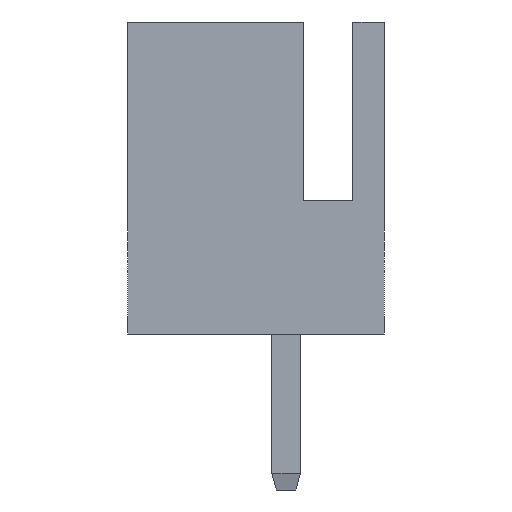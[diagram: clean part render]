
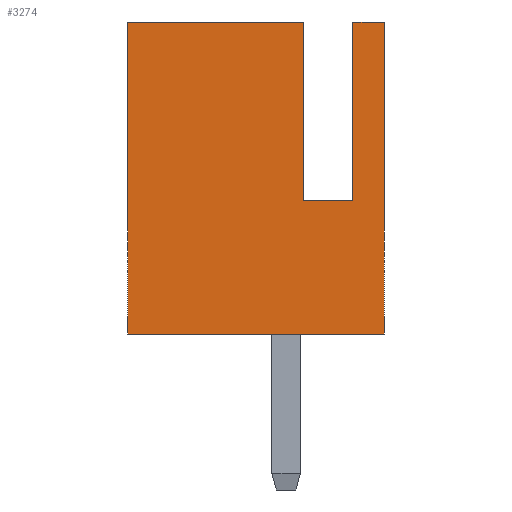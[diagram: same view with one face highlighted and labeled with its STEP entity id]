
A CAD part, left-side view. The second image highlights one B-rep face of the part: STEP entity #3274.
In plain terms, the highlighted planar face has unit normal (-1, 0, 0).
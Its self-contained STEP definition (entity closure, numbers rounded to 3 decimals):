
#62 = ORIENTED_EDGE ( 'NONE', *, *, #246, .T. ) ;
#246 = EDGE_CURVE ( 'NONE', #3348, #2097, #1450, .T. ) ;
#272 = DIRECTION ( 'NONE',  ( 0., -1., 0. ) ) ;
#397 = EDGE_CURVE ( 'NONE', #1158, #1636, #1846, .T. ) ;
#417 = ORIENTED_EDGE ( 'NONE', *, *, #4079, .T. ) ;
#504 = VECTOR ( 'NONE', #1332, 1000. ) ;
#611 = VECTOR ( 'NONE', #3269, 1000. ) ;
#613 = CARTESIAN_POINT ( 'NONE',  ( -2.5, 0., 0. ) ) ;
#614 = VECTOR ( 'NONE', #1834, 1000. ) ;
#629 = EDGE_CURVE ( 'NONE', #4038, #2795, #3492, .T. ) ;
#664 = CARTESIAN_POINT ( 'NONE',  ( -2.5, 0., 3. ) ) ;
#709 = AXIS2_PLACEMENT_3D ( 'NONE', #1742, #1337, #2692 ) ;
#760 = EDGE_CURVE ( 'NONE', #1158, #2067, #2289, .T. ) ;
#818 = CARTESIAN_POINT ( 'NONE',  ( -2.5, 3.55, 0. ) ) ;
#926 = DIRECTION ( 'NONE',  ( 0., 0., 1. ) ) ;
#970 = ORIENTED_EDGE ( 'NONE', *, *, #760, .T. ) ;
#1141 = VECTOR ( 'NONE', #1270, 1000. ) ;
#1158 = VERTEX_POINT ( 'NONE', #2262 ) ;
#1226 = CARTESIAN_POINT ( 'NONE',  ( -2.5, -2.2, 7. ) ) ;
#1240 = CARTESIAN_POINT ( 'NONE',  ( -2.5, -2.2, 0. ) ) ;
#1270 = DIRECTION ( 'NONE',  ( 0., 1., 0. ) ) ;
#1274 = CARTESIAN_POINT ( 'NONE',  ( -2.5, -1.5, 3. ) ) ;
#1311 = CARTESIAN_POINT ( 'NONE',  ( -2.5, -0.4, 0. ) ) ;
#1332 = DIRECTION ( 'NONE',  ( 0., -1., 0. ) ) ;
#1337 = DIRECTION ( 'NONE',  ( -1., 0., 0. ) ) ;
#1410 = CARTESIAN_POINT ( 'NONE',  ( -2.5, 3.55, 7. ) ) ;
#1450 = LINE ( 'NONE', #1311, #611 ) ;
#1466 = DIRECTION ( 'NONE',  ( 0., 0., 1. ) ) ;
#1592 = VECTOR ( 'NONE', #1466, 1000. ) ;
#1636 = VERTEX_POINT ( 'NONE', #1410 ) ;
#1742 = CARTESIAN_POINT ( 'NONE',  ( -2.5, 0., 0. ) ) ;
#1834 = DIRECTION ( 'NONE',  ( 0., 1., 0. ) ) ;
#1846 = LINE ( 'NONE', #818, #1592 ) ;
#1868 = ORIENTED_EDGE ( 'NONE', *, *, #2107, .F. ) ;
#1942 = VERTEX_POINT ( 'NONE', #1274 ) ;
#2067 = VERTEX_POINT ( 'NONE', #3609 ) ;
#2097 = VERTEX_POINT ( 'NONE', #3371 ) ;
#2105 = DIRECTION ( 'NONE',  ( 0., 0., -1. ) ) ;
#2107 = EDGE_CURVE ( 'NONE', #1636, #2097, #3646, .T. ) ;
#2165 = EDGE_CURVE ( 'NONE', #2067, #4038, #3544, .T. ) ;
#2236 = EDGE_LOOP ( 'NONE', ( #3796, #417, #62, #1868, #3241, #970, #4099, #3814 ) ) ;
#2262 = CARTESIAN_POINT ( 'NONE',  ( -2.5, 3.55, 0. ) ) ;
#2289 = LINE ( 'NONE', #613, #3981 ) ;
#2308 = PLANE ( 'NONE',  #709 ) ;
#2350 = FACE_OUTER_BOUND ( 'NONE', #2236, .T. ) ;
#2626 = VECTOR ( 'NONE', #926, 1000. ) ;
#2683 = CARTESIAN_POINT ( 'NONE',  ( -2.5, -1.5, 7. ) ) ;
#2692 = DIRECTION ( 'NONE',  ( 0., 0., 1. ) ) ;
#2729 = CARTESIAN_POINT ( 'NONE',  ( -2.5, 0., 7. ) ) ;
#2795 = VERTEX_POINT ( 'NONE', #2683 ) ;
#3107 = EDGE_CURVE ( 'NONE', #2795, #1942, #3426, .T. ) ;
#3121 = CARTESIAN_POINT ( 'NONE',  ( -2.5, -0.4, 3. ) ) ;
#3130 = CARTESIAN_POINT ( 'NONE',  ( -2.5, -1.5, 0. ) ) ;
#3190 = CARTESIAN_POINT ( 'NONE',  ( -2.5, 0., 7. ) ) ;
#3241 = ORIENTED_EDGE ( 'NONE', *, *, #397, .F. ) ;
#3269 = DIRECTION ( 'NONE',  ( 0., 0., 1. ) ) ;
#3274 = ADVANCED_FACE ( 'NONE', ( #2350 ), #2308, .T. ) ;
#3318 = VECTOR ( 'NONE', #2105, 1000. ) ;
#3348 = VERTEX_POINT ( 'NONE', #3121 ) ;
#3371 = CARTESIAN_POINT ( 'NONE',  ( -2.5, -0.4, 7. ) ) ;
#3426 = LINE ( 'NONE', #3130, #3318 ) ;
#3492 = LINE ( 'NONE', #3190, #614 ) ;
#3544 = LINE ( 'NONE', #1240, #2626 ) ;
#3609 = CARTESIAN_POINT ( 'NONE',  ( -2.5, -2.2, 0. ) ) ;
#3646 = LINE ( 'NONE', #2729, #504 ) ;
#3782 = LINE ( 'NONE', #664, #1141 ) ;
#3796 = ORIENTED_EDGE ( 'NONE', *, *, #3107, .T. ) ;
#3814 = ORIENTED_EDGE ( 'NONE', *, *, #629, .T. ) ;
#3981 = VECTOR ( 'NONE', #272, 1000. ) ;
#4038 = VERTEX_POINT ( 'NONE', #1226 ) ;
#4079 = EDGE_CURVE ( 'NONE', #1942, #3348, #3782, .T. ) ;
#4099 = ORIENTED_EDGE ( 'NONE', *, *, #2165, .T. ) ;
